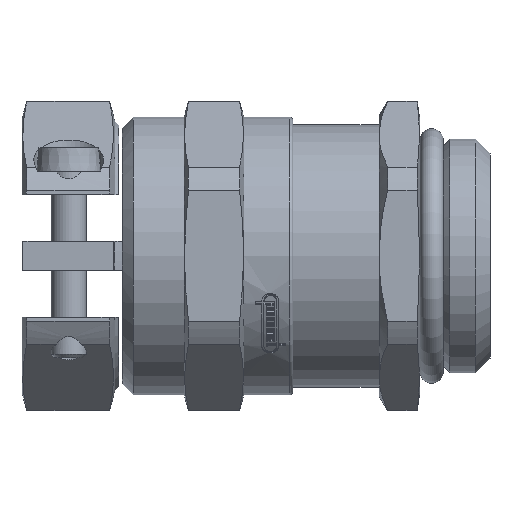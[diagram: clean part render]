
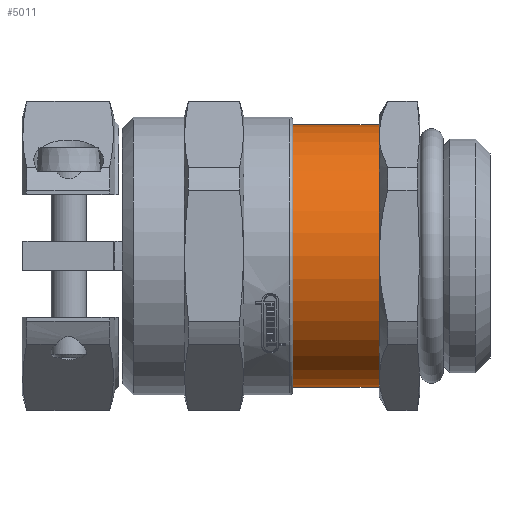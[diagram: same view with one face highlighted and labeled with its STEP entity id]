
A CAD part, top view. The second image highlights one B-rep face of the part: STEP entity #5011.
In plain terms, the highlighted cylindrical face has radius 11.25 mm (diameter 22.5 mm), a full revolution.
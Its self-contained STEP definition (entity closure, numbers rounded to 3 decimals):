
#1062=FACE_BOUND('',#1457,.T.);
#1142=FACE_OUTER_BOUND('',#1456,.T.);
#1456=EDGE_LOOP('',(#3423));
#1457=EDGE_LOOP('',(#3424));
#1836=CIRCLE('',#5373,11.25);
#1838=CIRCLE('',#5376,11.25);
#2137=VERTEX_POINT('',#7631);
#2139=VERTEX_POINT('',#7636);
#2659=EDGE_CURVE('',#2137,#2137,#1836,.T.);
#2661=EDGE_CURVE('',#2139,#2139,#1838,.T.);
#3423=ORIENTED_EDGE('',*,*,#2661,.F.);
#3424=ORIENTED_EDGE('',*,*,#2659,.T.);
#4926=CYLINDRICAL_SURFACE('',#5375,11.25);
#5011=ADVANCED_FACE('',(#1142,#1062),#4926,.T.);
#5373=AXIS2_PLACEMENT_3D('',#7632,#6032,#6033);
#5375=AXIS2_PLACEMENT_3D('',#7635,#6036,#6037);
#5376=AXIS2_PLACEMENT_3D('',#7637,#6038,#6039);
#6032=DIRECTION('center_axis',(1.,0.,0.));
#6033=DIRECTION('ref_axis',(0.,0.,-1.));
#6036=DIRECTION('center_axis',(1.,0.,0.));
#6037=DIRECTION('ref_axis',(0.,1.,0.));
#6038=DIRECTION('center_axis',(1.,0.,0.));
#6039=DIRECTION('ref_axis',(0.,1.,0.));
#7631=CARTESIAN_POINT('',(-18.113,11.25,0.));
#7632=CARTESIAN_POINT('Origin',(-18.113,0.,0.));
#7635=CARTESIAN_POINT('Origin',(-13.807,0.,0.));
#7636=CARTESIAN_POINT('',(-9.5,11.25,0.));
#7637=CARTESIAN_POINT('Origin',(-9.5,0.,0.));
